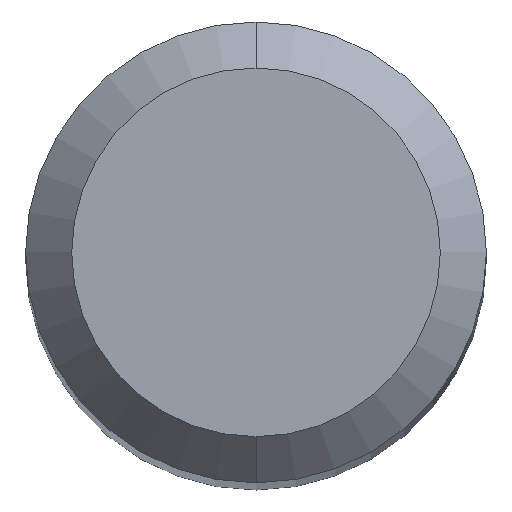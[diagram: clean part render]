
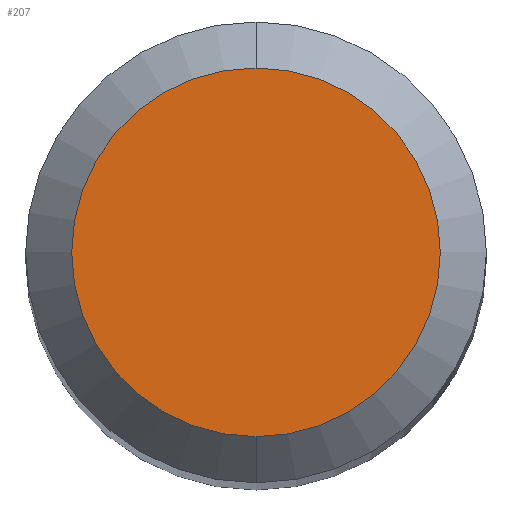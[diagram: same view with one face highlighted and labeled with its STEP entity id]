
A CAD part, top view. The second image highlights one B-rep face of the part: STEP entity #207.
In plain terms, the highlighted planar face has unit normal (0, 0, 1).
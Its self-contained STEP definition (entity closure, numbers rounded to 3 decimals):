
#207=ADVANCED_FACE('',(#518),#519,.T.);
#251=VERTEX_POINT('',#566);
#305=VERTEX_POINT('',#625);
#347=EDGE_CURVE('',#251,#305,#669,.T.);
#399=EDGE_CURVE('',#305,#251,#728,.T.);
#518=FACE_OUTER_BOUND('',#873,.T.);
#519=PLANE('',#874);
#566=CARTESIAN_POINT('',(0.,-1.2,0.0));
#625=CARTESIAN_POINT('',(0.0,1.2,0.0));
#669=CIRCLE('',#1192,1.2);
#728=CIRCLE('',#1310,1.2);
#873=EDGE_LOOP('',(#1493,#1494));
#874=AXIS2_PLACEMENT_3D('',#1495,#1496,#1497);
#1192=AXIS2_PLACEMENT_3D('',#1623,#1624,#1625);
#1310=AXIS2_PLACEMENT_3D('',#1709,#1710,#1711);
#1493=ORIENTED_EDGE('',*,*,#399,.F.);
#1494=ORIENTED_EDGE('',*,*,#347,.F.);
#1495=CARTESIAN_POINT('',(0.0,0.6,0.0));
#1496=DIRECTION('',(-0.0,0.0,1.0));
#1497=DIRECTION('',(0.0,-1.0,0.0));
#1623=CARTESIAN_POINT('',(0.0,0.0,0.0));
#1624=DIRECTION('',(0.0,0.0,-1.0));
#1625=DIRECTION('',(0.0,1.0,0.0));
#1709=CARTESIAN_POINT('',(0.0,0.0,0.0));
#1710=DIRECTION('',(0.0,0.0,-1.0));
#1711=DIRECTION('',(0.0,1.0,0.0));
